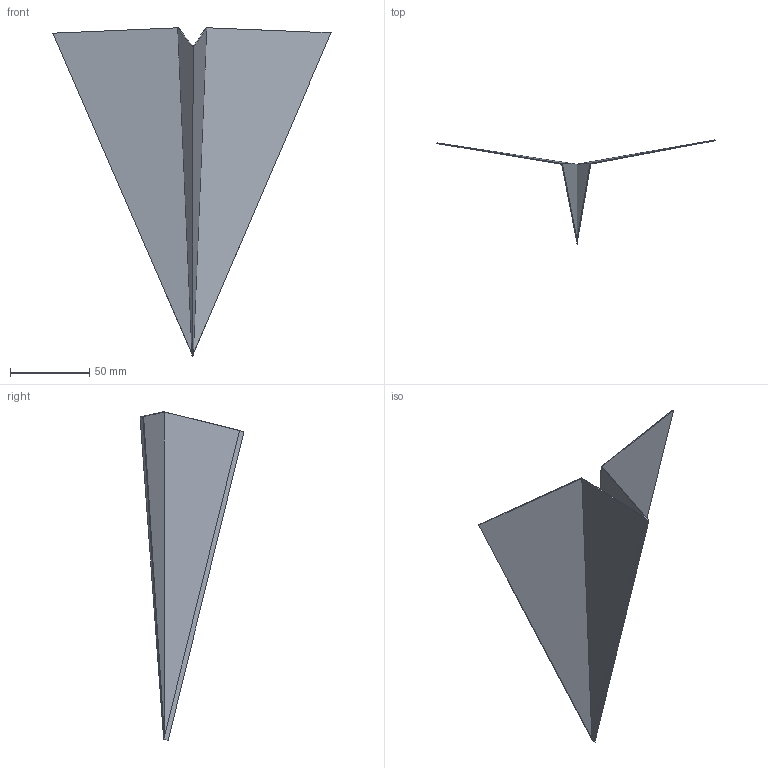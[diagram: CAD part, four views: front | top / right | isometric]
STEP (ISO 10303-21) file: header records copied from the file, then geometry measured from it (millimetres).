
FILE_DESCRIPTION (( 'STEP AP214' ), '1' );
FILE_NAME ('open.STEP', '2023-07-15T15:07:09', ( '' ), ( '' ), 'SwSTEP 2.0', 'SolidWorks 2023', '' );
FILE_SCHEMA (( 'AUTOMOTIVE_DESIGN' ));
Length unit declared in the file: millimetre
Products named in the file (1): open
Bounding box: 174.95 x 65.42 x 206.67 mm (x, y, z)
Volume: 13457.4 mm3; surface area: 54183.3 mm2
Topology: 1 solids, 1 shells, 18 faces, 38 edges, 22 vertices
Faces by surface type: plane 18
Entity records: 485 total; most frequent: CARTESIAN_POINT 79, DIRECTION 76, ORIENTED_EDGE 76, LINE 38, VECTOR 38, EDGE_CURVE 38, VERTEX_POINT 22, AXIS2_PLACEMENT_3D 19
